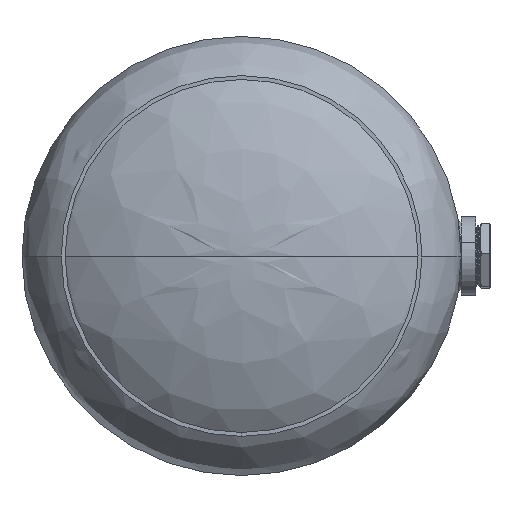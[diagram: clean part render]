
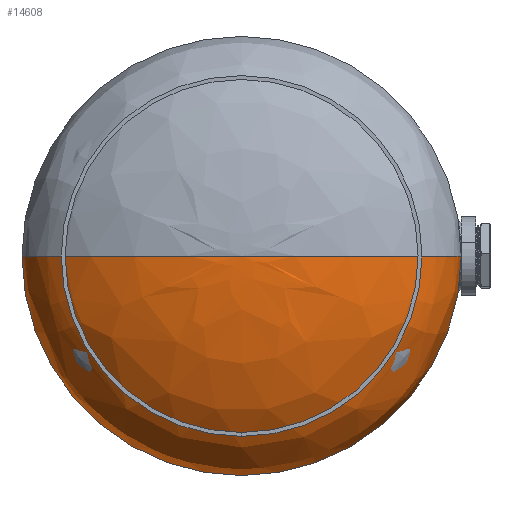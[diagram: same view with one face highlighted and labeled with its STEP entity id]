
A CAD part, left-side view. The second image highlights one B-rep face of the part: STEP entity #14608.
In plain terms, the highlighted free-form (B-spline) face has degree [3, 3] with [4, 4] control points.
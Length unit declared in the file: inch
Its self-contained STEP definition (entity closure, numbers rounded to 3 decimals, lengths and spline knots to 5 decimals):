
#78 = CARTESIAN_POINT ( 'NONE',  ( 0., 3.82, 0. ) ) ;
#167 = CARTESIAN_POINT ( 'NONE',  ( 7., 2.35078, 14. ) ) ;
#633 = CIRCLE ( 'NONE', #8462, 7. ) ;
#800 = EDGE_CURVE ( 'NONE', #4517, #2178, #8634, .T. ) ;
#1205 = CARTESIAN_POINT ( 'NONE',  ( -7., 2.35078, 14. ) ) ;
#1281 = EDGE_CURVE ( 'NONE', #4517, #14954, #11753, .T. ) ;
#1299 = CARTESIAN_POINT ( 'NONE',  ( -4.10051, 3.82, 8.20101 ) ) ;
#1395 =( BOUNDED_SURFACE ( )  B_SPLINE_SURFACE ( 3, 3, ( 
 ( #18460, #78, #2723, #5648 ),
 ( #13071, #14217, #1299, #10053 ),
 ( #11464, #167, #1205, #7057 ),
 ( #17041, #18553, #17217, #10145 ) ),
 .UNSPECIFIED., .F., .F., .T. ) 
 B_SPLINE_SURFACE_WITH_KNOTS ( ( 4, 4 ),
 ( 4, 4 ),
 ( 0., 1. ),
 ( 0., 1. ),
 .UNSPECIFIED. ) 
 GEOMETRIC_REPRESENTATION_ITEM ( )  RATIONAL_B_SPLINE_SURFACE ( (
 ( 1., 0.333, 0.333, 1.),
 ( 0.805, 0.268, 0.268, 0.805),
 ( 0.805, 0.268, 0.268, 0.805),
 ( 1., 0.333, 0.333, 1.) ) ) 
 REPRESENTATION_ITEM ( '' )  SURFACE ( )  );
#2178 = VERTEX_POINT ( 'NONE', #2470 ) ;
#2470 = CARTESIAN_POINT ( 'NONE',  ( 7., 0.273, 0. ) ) ;
#2723 = CARTESIAN_POINT ( 'NONE',  ( 0., 3.82, 0. ) ) ;
#4381 = CARTESIAN_POINT ( 'NONE',  ( 7., 2.35078, 0. ) ) ;
#4517 = VERTEX_POINT ( 'NONE', #13874 ) ;
#5648 = CARTESIAN_POINT ( 'NONE',  ( 0., 3.82, 0. ) ) ;
#7057 = CARTESIAN_POINT ( 'NONE',  ( -7., 2.35078, 0. ) ) ;
#7206 = EDGE_CURVE ( 'NONE', #2178, #14954, #633, .T. ) ;
#8424 = CARTESIAN_POINT ( 'NONE',  ( 7., 0.273, 0. ) ) ;
#8462 = AXIS2_PLACEMENT_3D ( 'NONE', #16490, #16582, #12619 ) ;
#8634 =( BOUNDED_CURVE ( )  B_SPLINE_CURVE ( 3, ( #15871, #15598, #4381, #8424 ),
 .UNSPECIFIED., .F., .F. ) 
 B_SPLINE_CURVE_WITH_KNOTS ( ( 4, 4 ),
 ( 4.71239, 6.28319 ),
 .UNSPECIFIED. ) 
 CURVE ( )  GEOMETRIC_REPRESENTATION_ITEM ( )  RATIONAL_B_SPLINE_CURVE ( ( 1., 0.805, 0.805, 1. ) ) 
 REPRESENTATION_ITEM ( '' )  );
#8643 = FACE_OUTER_BOUND ( 'NONE', #17122, .T. ) ;
#9940 = CARTESIAN_POINT ( 'NONE',  ( -7., 0.273, 0. ) ) ;
#10053 = CARTESIAN_POINT ( 'NONE',  ( -4.10051, 3.82, 0. ) ) ;
#10068 = ORIENTED_EDGE ( 'NONE', *, *, #1281, .T. ) ;
#10145 = CARTESIAN_POINT ( 'NONE',  ( -7., 0.273, 0. ) ) ;
#11351 = CARTESIAN_POINT ( 'NONE',  ( -7., 0.273, 0. ) ) ;
#11464 = CARTESIAN_POINT ( 'NONE',  ( 7., 2.35078, 0. ) ) ;
#11753 =( BOUNDED_CURVE ( )  B_SPLINE_CURVE ( 3, ( #16066, #14376, #15973, #11351 ),
 .UNSPECIFIED., .F., .T. ) 
 B_SPLINE_CURVE_WITH_KNOTS ( ( 4, 4 ),
 ( 4.71239, 6.28319 ),
 .UNSPECIFIED. ) 
 CURVE ( )  GEOMETRIC_REPRESENTATION_ITEM ( )  RATIONAL_B_SPLINE_CURVE ( ( 1., 0.805, 0.805, 1. ) ) 
 REPRESENTATION_ITEM ( '' )  );
#12230 = ORIENTED_EDGE ( 'NONE', *, *, #800, .F. ) ;
#12619 = DIRECTION ( 'NONE',  ( 1., 0., 0. ) ) ;
#13071 = CARTESIAN_POINT ( 'NONE',  ( 4.10051, 3.82, 0. ) ) ;
#13874 = CARTESIAN_POINT ( 'NONE',  ( 0., 3.82, 0. ) ) ;
#14217 = CARTESIAN_POINT ( 'NONE',  ( 4.10051, 3.82, 8.20101 ) ) ;
#14376 = CARTESIAN_POINT ( 'NONE',  ( -4.10051, 3.82, 0. ) ) ;
#14608 = ADVANCED_FACE ( 'NONE', ( #8643 ), #1395, .F. ) ;
#14954 = VERTEX_POINT ( 'NONE', #9940 ) ;
#15598 = CARTESIAN_POINT ( 'NONE',  ( 4.10051, 3.82, 0. ) ) ;
#15871 = CARTESIAN_POINT ( 'NONE',  ( 0., 3.82, 0. ) ) ;
#15973 = CARTESIAN_POINT ( 'NONE',  ( -7., 2.35078, 0. ) ) ;
#16066 = CARTESIAN_POINT ( 'NONE',  ( 0., 3.82, 0. ) ) ;
#16490 = CARTESIAN_POINT ( 'NONE',  ( 0., 0.273, 0. ) ) ;
#16582 = DIRECTION ( 'NONE',  ( 0., -1., 0. ) ) ;
#17041 = CARTESIAN_POINT ( 'NONE',  ( 7., 0.273, 0. ) ) ;
#17122 = EDGE_LOOP ( 'NONE', ( #12230, #10068, #17400 ) ) ;
#17217 = CARTESIAN_POINT ( 'NONE',  ( -7., 0.273, 14. ) ) ;
#17400 = ORIENTED_EDGE ( 'NONE', *, *, #7206, .F. ) ;
#18460 = CARTESIAN_POINT ( 'NONE',  ( 0., 3.82, 0. ) ) ;
#18553 = CARTESIAN_POINT ( 'NONE',  ( 7., 0.273, 14. ) ) ;
